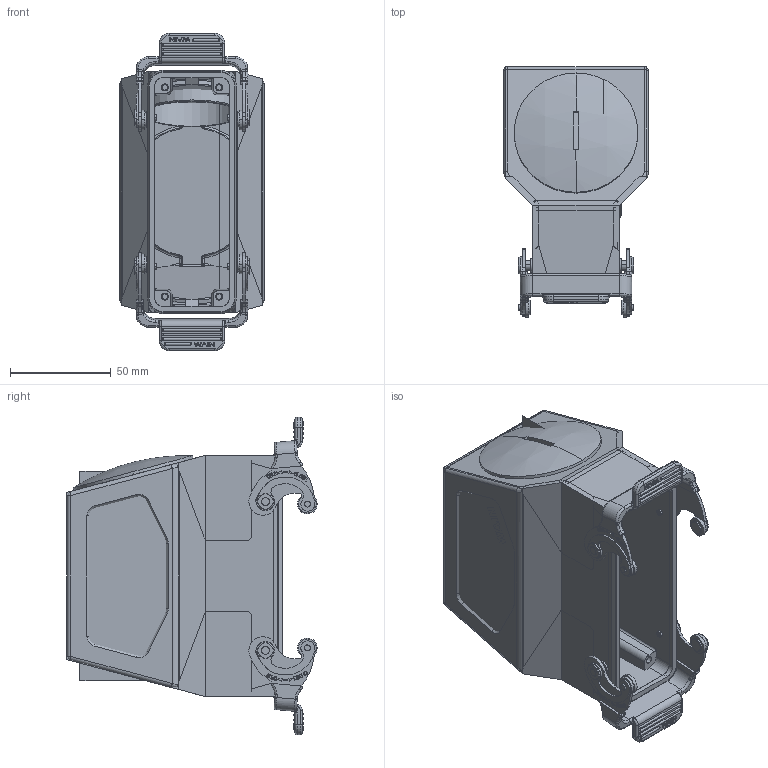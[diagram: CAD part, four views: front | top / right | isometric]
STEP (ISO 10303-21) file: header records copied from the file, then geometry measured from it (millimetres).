
FILE_DESCRIPTION((''),'2;1');
FILE_NAME('W24B-TEH_E-4B-M50_ASM','2020-11-11T',('sy.ji'),(''),'PRO/ENGINEER BY PARAMETRIC TECHNOLOGY CORPORATION, 2012480','PRO/ENGINEER BY PARAMETRIC TECHNOLOGY CORPORATION, 2012480','');
FILE_SCHEMA(('CONFIG_CONTROL_DESIGN'));
Products named in the file (7): W24B-SZ_25_2; 6_5X1_0X4_0_2_1; 3D_1021020462101_WNPP-M50G_R_V1; LXB-A_SC; PRT0001; 24B-L; W24B-TEH_E-4B-M50_ASM
Assembly tree (9 placements, depth 2):
  W24B-TEH_E-4B-M50_ASM
    W24B-SZ_25_2
    6_5X1_0X4_0_2_1  x4
    3D_1021020462101_WNPP-M50G_R_V1
    LXB-A_SC
    PRT0001
    24B-L
Bounding box: 72 x 124.49 x 157.8 mm (x, y, z)
Volume: 173661.7 mm3; surface area: 163518.2 mm2
Topology: 9 solids, 14 shells, 1950 faces, 5193 edges, 3404 vertices
Faces by surface type: plane 890, cylinder 476, extrusion 164, bspline 158, torus 100, cone 96, sphere 66
Entity records: 78996 total; most frequent: CARTESIAN_POINT 24529, ORIENTED_EDGE 10005, DIRECTION 9042, EDGE_CURVE 5021, VERTEX_POINT 3317, AXIS2_PLACEMENT_3D 3088, VECTOR 2866, LINE 2702
